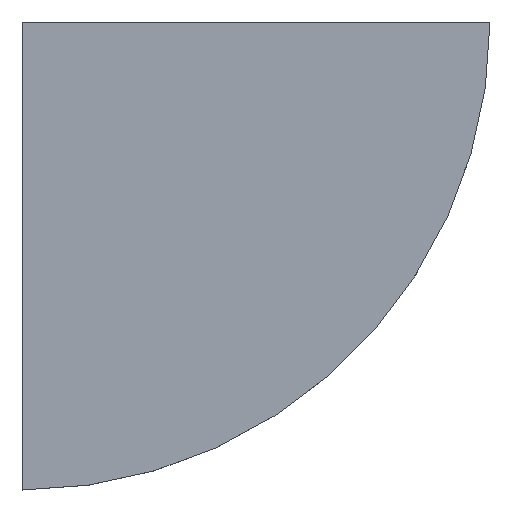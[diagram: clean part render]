
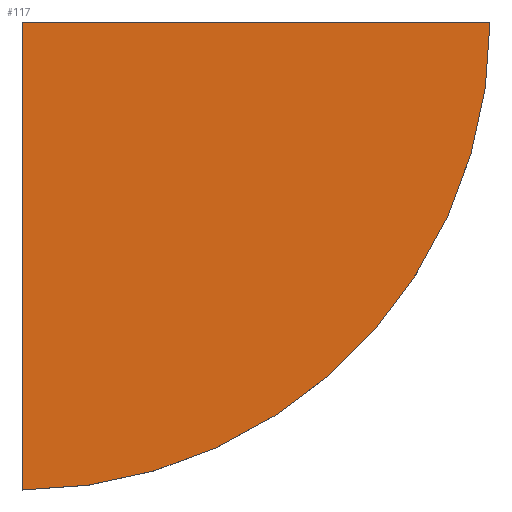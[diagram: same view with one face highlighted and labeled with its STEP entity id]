
A CAD part, top view. The second image highlights one B-rep face of the part: STEP entity #117.
In plain terms, the highlighted planar face has unit normal (0, 0, 1).
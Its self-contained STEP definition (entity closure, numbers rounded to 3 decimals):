
#17=FACE_OUTER_BOUND('',#22,.T.);
#22=EDGE_LOOP('',(#95,#96,#97));
#27=CIRCLE('',#146,2000.);
#31=LINE('',#192,#45);
#32=LINE('',#194,#46);
#45=VECTOR('',#158,10.);
#46=VECTOR('',#159,10.);
#59=VERTEX_POINT('',#190);
#60=VERTEX_POINT('',#191);
#61=VERTEX_POINT('',#193);
#77=EDGE_CURVE('',#59,#60,#31,.T.);
#78=EDGE_CURVE('',#59,#61,#32,.T.);
#79=EDGE_CURVE('',#60,#61,#27,.T.);
#95=ORIENTED_EDGE('',*,*,#77,.F.);
#96=ORIENTED_EDGE('',*,*,#78,.T.);
#97=ORIENTED_EDGE('',*,*,#79,.F.);
#113=PLANE('',#145);
#117=ADVANCED_FACE('',(#17),#113,.F.);
#145=AXIS2_PLACEMENT_3D('',#189,#156,#157);
#146=AXIS2_PLACEMENT_3D('',#195,#160,#161);
#156=DIRECTION('center_axis',(0.,0.,-1.));
#157=DIRECTION('ref_axis',(1.,0.,0.));
#158=DIRECTION('',(1.,0.,0.));
#159=DIRECTION('',(0.,-1.,0.));
#160=DIRECTION('center_axis',(0.,0.,-1.));
#161=DIRECTION('ref_axis',(1.,0.,0.));
#189=CARTESIAN_POINT('Origin',(1000.,1000.,0.));
#190=CARTESIAN_POINT('',(0.,2000.,0.));
#191=CARTESIAN_POINT('',(2000.,2000.,0.));
#192=CARTESIAN_POINT('',(0.,2000.,0.));
#193=CARTESIAN_POINT('',(0.,0.,0.));
#194=CARTESIAN_POINT('',(0.,2000.,0.));
#195=CARTESIAN_POINT('Origin',(0.,2000.,0.));
